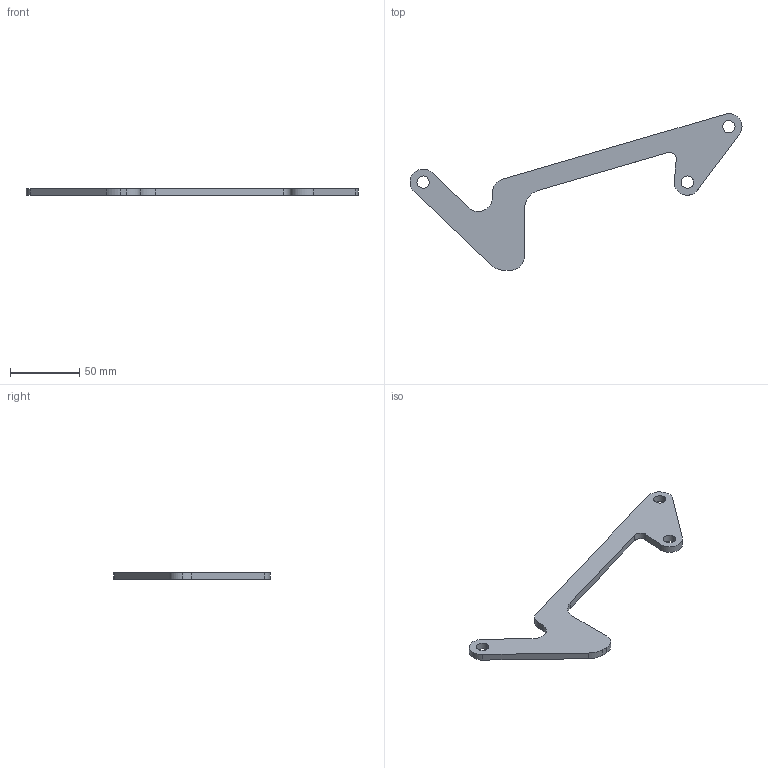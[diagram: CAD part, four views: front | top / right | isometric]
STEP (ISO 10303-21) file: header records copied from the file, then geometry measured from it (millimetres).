
FILE_DESCRIPTION (( 'STEP AP203' ), '1' );
FILE_NAME ('joint 3 ver 2_Default_sldprt.STEP', '2023-02-25T14:01:22', ( '' ), ( '' ), 'SwSTEP 2.0', 'SolidWorks 2022', '' );
FILE_SCHEMA (( 'CONFIG_CONTROL_DESIGN' ));
Length unit declared in the file: millimetre
Products named in the file (1): joint 3 ver 2_Default_sldprt
Bounding box: 239.98 x 113.23 x 5 mm (x, y, z)
Volume: 32114.5 mm3; surface area: 16541.9 mm2
Topology: 1 solids, 1 shells, 27 faces, 75 edges, 50 vertices
Faces by surface type: cylinder 16, plane 11
Entity records: 970 total; most frequent: DIRECTION 163, CARTESIAN_POINT 153, ORIENTED_EDGE 150, EDGE_CURVE 75, AXIS2_PLACEMENT_3D 60, VERTEX_POINT 50, VECTOR 43, LINE 43
